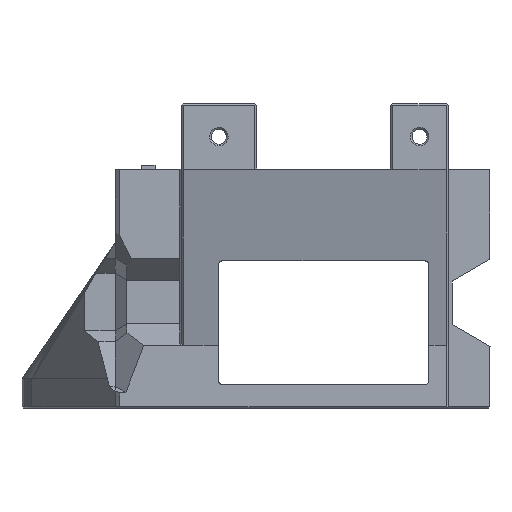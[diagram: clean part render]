
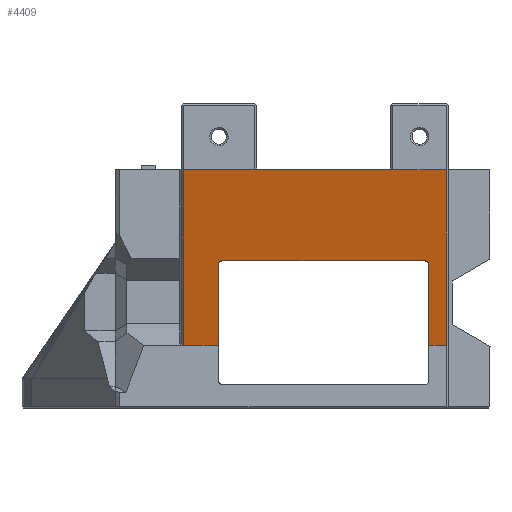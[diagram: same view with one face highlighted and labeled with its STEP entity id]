
A CAD part, front view. The second image highlights one B-rep face of the part: STEP entity #4409.
In plain terms, the highlighted planar face has unit normal (0, -0.973, -0.23).
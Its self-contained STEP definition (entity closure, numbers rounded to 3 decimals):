
#24=ELLIPSE('',#4676,1.027,1.);
#25=ELLIPSE('',#4677,1.027,1.);
#74=PLANE('',#4675);
#295=FACE_OUTER_BOUND('',#545,.T.);
#545=EDGE_LOOP('',(#3296,#3297,#3298,#3299,#3300,#3301,#3302,#3303,#3304,
#3305,#3306,#3307,#3308,#3309));
#1000=LINE('',#21876,#1494);
#1034=LINE('',#21963,#1528);
#1035=LINE('',#21966,#1529);
#1036=LINE('',#21968,#1530);
#1037=LINE('',#21970,#1531);
#1038=LINE('',#21972,#1532);
#1039=LINE('',#21976,#1533);
#1040=LINE('',#21980,#1534);
#1041=LINE('',#21982,#1535);
#1042=LINE('',#21984,#1536);
#1043=LINE('',#21985,#1537);
#1044=LINE('',#21986,#1538);
#1494=VECTOR('',#5133,10.);
#1528=VECTOR('',#5181,10.);
#1529=VECTOR('',#5184,10.);
#1530=VECTOR('',#5185,10.);
#1531=VECTOR('',#5186,10.);
#1532=VECTOR('',#5187,10.);
#1533=VECTOR('',#5190,10.);
#1534=VECTOR('',#5193,10.);
#1535=VECTOR('',#5194,10.);
#1536=VECTOR('',#5195,10.);
#1537=VECTOR('',#5196,10.);
#1538=VECTOR('',#5197,10.);
#2023=VERTEX_POINT('',#21850);
#2027=VERTEX_POINT('',#21873);
#2028=VERTEX_POINT('',#21875);
#2059=VERTEX_POINT('',#21961);
#2060=VERTEX_POINT('',#21965);
#2061=VERTEX_POINT('',#21967);
#2062=VERTEX_POINT('',#21969);
#2063=VERTEX_POINT('',#21971);
#2064=VERTEX_POINT('',#21973);
#2065=VERTEX_POINT('',#21975);
#2066=VERTEX_POINT('',#21977);
#2067=VERTEX_POINT('',#21979);
#2068=VERTEX_POINT('',#21981);
#2069=VERTEX_POINT('',#21983);
#2508=EDGE_CURVE('',#2028,#2027,#1000,.T.);
#2544=EDGE_CURVE('',#2059,#2023,#1034,.T.);
#2545=EDGE_CURVE('',#2060,#2059,#1035,.T.);
#2546=EDGE_CURVE('',#2061,#2060,#1036,.T.);
#2547=EDGE_CURVE('',#2062,#2061,#1037,.T.);
#2548=EDGE_CURVE('',#2062,#2063,#1038,.T.);
#2549=EDGE_CURVE('',#2063,#2064,#24,.T.);
#2550=EDGE_CURVE('',#2064,#2065,#1039,.T.);
#2551=EDGE_CURVE('',#2065,#2066,#25,.T.);
#2552=EDGE_CURVE('',#2066,#2067,#1040,.T.);
#2553=EDGE_CURVE('',#2068,#2067,#1041,.T.);
#2554=EDGE_CURVE('',#2069,#2068,#1042,.T.);
#2555=EDGE_CURVE('',#2069,#2028,#1043,.T.);
#2556=EDGE_CURVE('',#2027,#2023,#1044,.T.);
#3296=ORIENTED_EDGE('',*,*,#2544,.F.);
#3297=ORIENTED_EDGE('',*,*,#2545,.F.);
#3298=ORIENTED_EDGE('',*,*,#2546,.F.);
#3299=ORIENTED_EDGE('',*,*,#2547,.F.);
#3300=ORIENTED_EDGE('',*,*,#2548,.T.);
#3301=ORIENTED_EDGE('',*,*,#2549,.T.);
#3302=ORIENTED_EDGE('',*,*,#2550,.T.);
#3303=ORIENTED_EDGE('',*,*,#2551,.T.);
#3304=ORIENTED_EDGE('',*,*,#2552,.T.);
#3305=ORIENTED_EDGE('',*,*,#2553,.F.);
#3306=ORIENTED_EDGE('',*,*,#2554,.F.);
#3307=ORIENTED_EDGE('',*,*,#2555,.T.);
#3308=ORIENTED_EDGE('',*,*,#2508,.T.);
#3309=ORIENTED_EDGE('',*,*,#2556,.T.);
#4409=ADVANCED_FACE('',(#295),#74,.T.);
#4675=AXIS2_PLACEMENT_3D('',#21964,#5182,#5183);
#4676=AXIS2_PLACEMENT_3D('',#21974,#5188,#5189);
#4677=AXIS2_PLACEMENT_3D('',#21978,#5191,#5192);
#5133=DIRECTION('',(-1.,0.,0.));
#5181=DIRECTION('',(0.,-0.23,0.973));
#5182=DIRECTION('center_axis',(0.,-0.973,-0.23));
#5183=DIRECTION('ref_axis',(0.,-0.23,0.973));
#5184=DIRECTION('',(1.,0.,0.));
#5185=DIRECTION('',(0.,-0.23,0.973));
#5186=DIRECTION('',(-1.,0.,0.));
#5187=DIRECTION('',(0.,-0.23,0.973));
#5188=DIRECTION('center_axis',(0.,0.973,0.23));
#5189=DIRECTION('ref_axis',(0.,0.23,-0.973));
#5190=DIRECTION('',(1.,0.,0.));
#5191=DIRECTION('center_axis',(0.,0.973,0.23));
#5192=DIRECTION('ref_axis',(0.,-0.23,0.973));
#5193=DIRECTION('',(0.,0.23,-0.973));
#5194=DIRECTION('',(-1.,0.,0.));
#5195=DIRECTION('',(0.,0.23,-0.973));
#5196=DIRECTION('',(-1.,0.,0.));
#5197=DIRECTION('',(-1.,0.,0.));
#21850=CARTESIAN_POINT('',(1149.794,412.212,64.2));
#21873=CARTESIAN_POINT('',(1165.95,412.212,64.2));
#21875=CARTESIAN_POINT('',(1197.25,412.212,64.2));
#21876=CARTESIAN_POINT('',(1166.35,412.212,64.2));
#21961=CARTESIAN_POINT('',(1149.794,421.61,24.386));
#21963=CARTESIAN_POINT('',(1149.794,417.446,42.029));
#21964=CARTESIAN_POINT('Origin',(1209.85,421.612,24.376));
#21965=CARTESIAN_POINT('',(1149.394,421.61,24.386));
#21966=CARTESIAN_POINT('',(1180.306,421.61,24.386));
#21967=CARTESIAN_POINT('',(1149.394,421.612,24.376));
#21968=CARTESIAN_POINT('',(1149.394,412.212,64.2));
#21969=CARTESIAN_POINT('',(1157.75,421.612,24.376));
#21970=CARTESIAN_POINT('',(1172.622,421.612,24.376));
#21971=CARTESIAN_POINT('',(1157.75,417.319,42.566));
#21972=CARTESIAN_POINT('',(1157.75,419.579,32.991));
#21973=CARTESIAN_POINT('',(1158.75,417.083,43.566));
#21974=CARTESIAN_POINT('Origin',(1158.75,417.319,42.566));
#21975=CARTESIAN_POINT('',(1204.45,417.083,43.566));
#21976=CARTESIAN_POINT('',(1207.15,417.083,43.566));
#21977=CARTESIAN_POINT('',(1205.45,417.319,42.566));
#21978=CARTESIAN_POINT('Origin',(1204.45,417.319,42.566));
#21979=CARTESIAN_POINT('',(1205.45,421.612,24.376));
#21980=CARTESIAN_POINT('',(1205.45,421.612,24.376));
#21981=CARTESIAN_POINT('',(1209.45,421.612,24.376));
#21982=CARTESIAN_POINT('',(1172.622,421.612,24.376));
#21983=CARTESIAN_POINT('',(1209.45,412.212,64.2));
#21984=CARTESIAN_POINT('',(1209.45,417.063,43.652));
#21985=CARTESIAN_POINT('',(1209.85,412.212,64.2));
#21986=CARTESIAN_POINT('',(1166.35,412.212,64.2));
